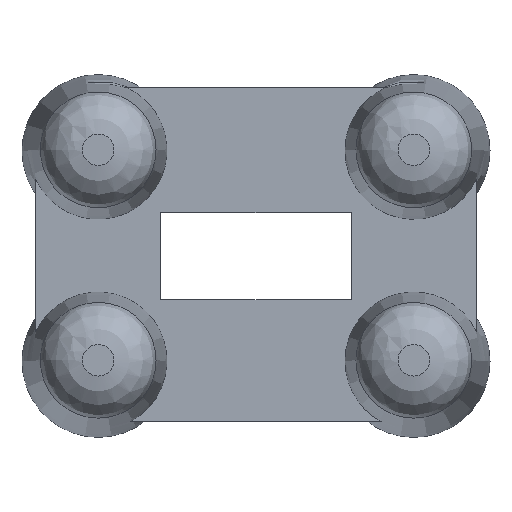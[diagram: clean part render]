
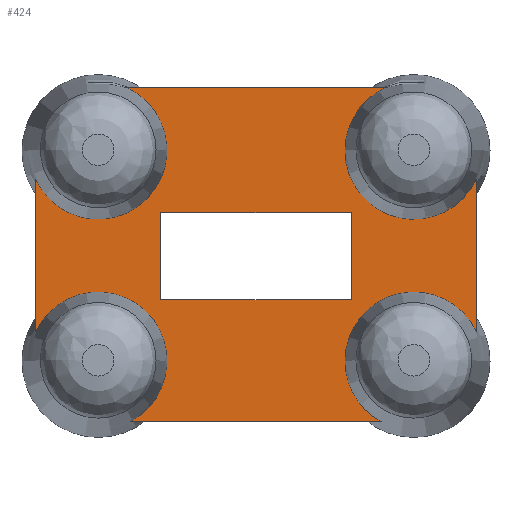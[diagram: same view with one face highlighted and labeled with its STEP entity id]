
A CAD part, top view. The second image highlights one B-rep face of the part: STEP entity #424.
In plain terms, the highlighted planar face has unit normal (0, 0, 1).
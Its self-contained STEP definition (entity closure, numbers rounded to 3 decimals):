
#24=FACE_BOUND('',#92,.T.);
#33=CIRCLE('',#459,1.145);
#34=CIRCLE('',#460,1.145);
#35=CIRCLE('',#461,1.145);
#36=CIRCLE('',#462,1.145);
#37=CIRCLE('',#463,1.145);
#38=CIRCLE('',#464,1.145);
#64=FACE_OUTER_BOUND('',#91,.T.);
#91=EDGE_LOOP('',(#319,#320,#321,#322,#323,#324,#325,#326,#327,#328));
#92=EDGE_LOOP('',(#329,#330,#331,#332));
#111=LINE('',#629,#137);
#120=LINE('',#664,#146);
#123=LINE('',#669,#149);
#125=LINE('',#677,#151);
#126=LINE('',#690,#152);
#127=LINE('',#693,#153);
#129=LINE('',#696,#155);
#130=LINE('',#706,#156);
#137=VECTOR('',#497,10.);
#146=VECTOR('',#522,10.);
#149=VECTOR('',#527,10.);
#151=VECTOR('',#531,10.);
#152=VECTOR('',#534,10.);
#153=VECTOR('',#537,10.);
#155=VECTOR('',#541,10.);
#156=VECTOR('',#544,10.);
#171=VERTEX_POINT('',#623);
#173=VERTEX_POINT('',#628);
#187=VERTEX_POINT('',#662);
#188=VERTEX_POINT('',#663);
#189=VERTEX_POINT('',#668);
#190=VERTEX_POINT('',#672);
#191=VERTEX_POINT('',#676);
#192=VERTEX_POINT('',#682);
#193=VERTEX_POINT('',#686);
#194=VERTEX_POINT('',#692);
#195=VERTEX_POINT('',#698);
#196=VERTEX_POINT('',#702);
#197=VERTEX_POINT('',#708);
#198=VERTEX_POINT('',#712);
#212=EDGE_CURVE('',#173,#171,#111,.T.);
#228=EDGE_CURVE('',#187,#188,#120,.T.);
#231=EDGE_CURVE('',#189,#187,#123,.T.);
#234=EDGE_CURVE('',#191,#190,#125,.T.);
#238=EDGE_CURVE('',#192,#193,#126,.T.);
#239=EDGE_CURVE('',#194,#189,#127,.T.);
#241=EDGE_CURVE('',#188,#194,#129,.T.);
#244=EDGE_CURVE('',#195,#196,#130,.T.);
#245=EDGE_CURVE('',#195,#197,#33,.T.);
#246=EDGE_CURVE('',#192,#196,#34,.T.);
#247=EDGE_CURVE('',#191,#193,#35,.T.);
#248=EDGE_CURVE('',#198,#190,#36,.T.);
#249=EDGE_CURVE('',#173,#198,#37,.T.);
#250=EDGE_CURVE('',#197,#171,#38,.T.);
#319=ORIENTED_EDGE('',*,*,#245,.F.);
#320=ORIENTED_EDGE('',*,*,#244,.T.);
#321=ORIENTED_EDGE('',*,*,#246,.F.);
#322=ORIENTED_EDGE('',*,*,#238,.T.);
#323=ORIENTED_EDGE('',*,*,#247,.F.);
#324=ORIENTED_EDGE('',*,*,#234,.T.);
#325=ORIENTED_EDGE('',*,*,#248,.F.);
#326=ORIENTED_EDGE('',*,*,#249,.F.);
#327=ORIENTED_EDGE('',*,*,#212,.T.);
#328=ORIENTED_EDGE('',*,*,#250,.F.);
#329=ORIENTED_EDGE('',*,*,#231,.T.);
#330=ORIENTED_EDGE('',*,*,#228,.T.);
#331=ORIENTED_EDGE('',*,*,#241,.T.);
#332=ORIENTED_EDGE('',*,*,#239,.T.);
#406=PLANE('',#458);
#424=ADVANCED_FACE('',(#64,#24),#406,.F.);
#458=AXIS2_PLACEMENT_3D('',#707,#545,#546);
#459=AXIS2_PLACEMENT_3D('',#709,#547,#548);
#460=AXIS2_PLACEMENT_3D('',#710,#549,#550);
#461=AXIS2_PLACEMENT_3D('',#711,#551,#552);
#462=AXIS2_PLACEMENT_3D('',#713,#553,#554);
#463=AXIS2_PLACEMENT_3D('',#714,#555,#556);
#464=AXIS2_PLACEMENT_3D('',#715,#557,#558);
#497=DIRECTION('',(0.,1.,0.));
#522=DIRECTION('',(0.,1.,0.));
#527=DIRECTION('',(-1.,0.,0.));
#531=DIRECTION('',(1.,0.,0.));
#534=DIRECTION('',(0.,-1.,0.));
#537=DIRECTION('',(0.,-1.,0.));
#541=DIRECTION('',(1.,0.,0.));
#544=DIRECTION('',(-1.,0.,0.));
#545=DIRECTION('center_axis',(0.,0.,-1.));
#546=DIRECTION('ref_axis',(-1.,0.,0.));
#547=DIRECTION('center_axis',(0.,0.,1.));
#548=DIRECTION('ref_axis',(1.,0.,0.));
#549=DIRECTION('center_axis',(0.,0.,1.));
#550=DIRECTION('ref_axis',(1.,0.,0.));
#551=DIRECTION('center_axis',(0.,0.,1.));
#552=DIRECTION('ref_axis',(1.,0.,0.));
#553=DIRECTION('center_axis',(0.,0.,1.));
#554=DIRECTION('ref_axis',(1.,0.,0.));
#555=DIRECTION('center_axis',(0.,0.,1.));
#556=DIRECTION('ref_axis',(1.,0.,0.));
#557=DIRECTION('center_axis',(0.,0.,1.));
#558=DIRECTION('ref_axis',(1.,0.,0.));
#623=CARTESIAN_POINT('',(-1.802,-40.388,7.102));
#628=CARTESIAN_POINT('',(-1.802,-42.926,7.102));
#629=CARTESIAN_POINT('',(-1.802,-44.717,7.102));
#662=CARTESIAN_POINT('',(-7.052,-42.393,7.102));
#663=CARTESIAN_POINT('',(-7.052,-40.946,7.102));
#664=CARTESIAN_POINT('',(-7.052,-44.209,7.102));
#668=CARTESIAN_POINT('',(-3.879,-42.393,7.102));
#669=CARTESIAN_POINT('',(-2.907,-42.393,7.102));
#672=CARTESIAN_POINT('',(-3.371,-44.421,7.102));
#676=CARTESIAN_POINT('',(-7.56,-44.421,7.102));
#677=CARTESIAN_POINT('',(-4.901,-44.421,7.102));
#682=CARTESIAN_POINT('',(-9.129,-40.388,7.102));
#686=CARTESIAN_POINT('',(-9.129,-42.926,7.102));
#690=CARTESIAN_POINT('',(-9.129,-42.967,7.102));
#692=CARTESIAN_POINT('',(-3.879,-40.946,7.102));
#693=CARTESIAN_POINT('',(-3.879,-43.486,7.102));
#696=CARTESIAN_POINT('',(-4.494,-40.946,7.102));
#698=CARTESIAN_POINT('',(-3.321,-38.869,7.102));
#702=CARTESIAN_POINT('',(-7.609,-38.869,7.102));
#706=CARTESIAN_POINT('',(-2.388,-38.869,7.102));
#707=CARTESIAN_POINT('Origin',(-1.935,-46.026,7.102));
#708=CARTESIAN_POINT('',(-3.985,-39.907,7.102));
#709=CARTESIAN_POINT('Origin',(-2.84,-39.907,7.102));
#710=CARTESIAN_POINT('Origin',(-8.09,-39.907,7.102));
#711=CARTESIAN_POINT('Origin',(-8.09,-43.407,7.102));
#712=CARTESIAN_POINT('',(-3.985,-43.407,7.102));
#713=CARTESIAN_POINT('Origin',(-2.84,-43.407,7.102));
#714=CARTESIAN_POINT('Origin',(-2.84,-43.407,7.102));
#715=CARTESIAN_POINT('Origin',(-2.84,-39.907,7.102));
